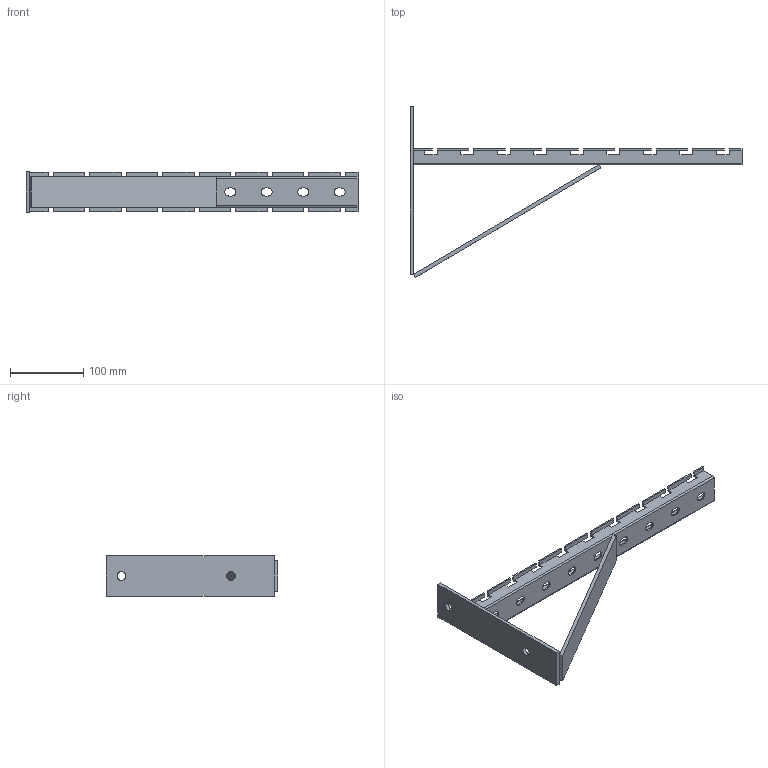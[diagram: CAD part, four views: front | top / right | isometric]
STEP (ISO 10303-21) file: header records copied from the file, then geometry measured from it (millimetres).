
FILE_DESCRIPTION (( 'STEP AP214' ), '1' );
FILE_NAME ('LC-CWB400_3D.step', '2023-05-09T16:28:16', ( '' ), ( '' ), 'SwSTEP 2.0', 'SolidWorks 2022', '' );
FILE_SCHEMA (( 'AUTOMOTIVE_DESIGN' ));
Length unit declared in the file: millimetre
Products named in the file (1): LC-CWB400_3D
Bounding box: 454.75 x 234.31 x 55 mm (x, y, z)
Volume: 195233.6 mm3; surface area: 135002 mm2
Topology: 3 solids, 3 shells, 254 faces, 708 edges, 460 vertices
Faces by surface type: plane 188, cylinder 66
Entity records: 8152 total; most frequent: CARTESIAN_POINT 1423, ORIENTED_EDGE 1416, DIRECTION 1350, EDGE_CURVE 708, LINE 576, VECTOR 576, VERTEX_POINT 460, AXIS2_PLACEMENT_3D 387
